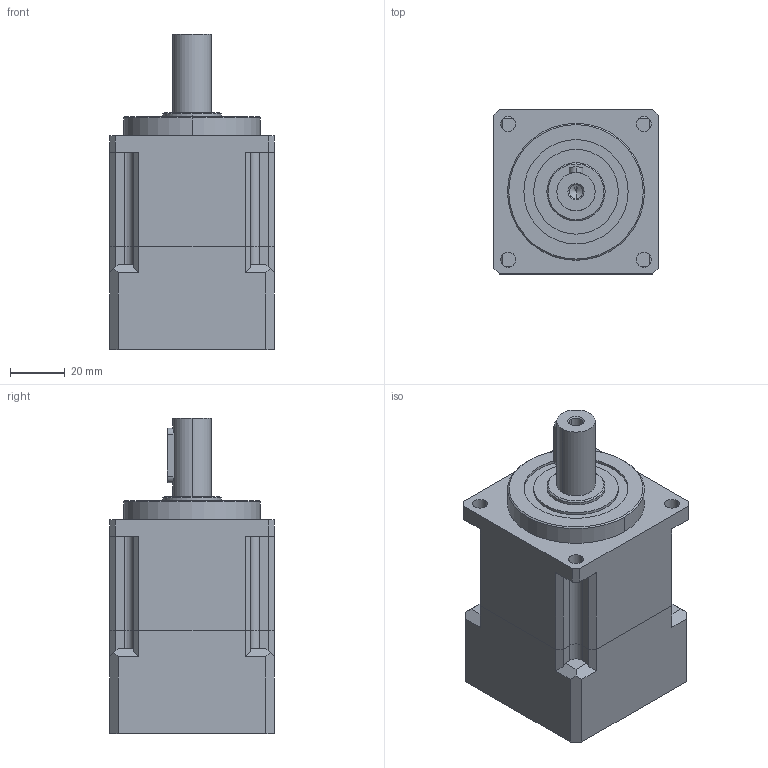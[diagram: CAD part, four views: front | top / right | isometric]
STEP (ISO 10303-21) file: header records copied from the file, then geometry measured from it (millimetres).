
FILE_DESCRIPTION (( 'STEP AP214' ), '1' );
FILE_NAME ('pt60珨撰厒掀.STEP', '2024-02-22T03:49:41', ( '' ), ( '' ), 'SwSTEP 2.0', 'SolidWorks 2021', '' );
FILE_SCHEMA (( 'AUTOMOTIVE_DESIGN' ));
Length unit declared in the file: millimetre
Products named in the file (1): pt60珨撰厒掀
Bounding box: 60 x 60 x 115 mm (x, y, z)
Volume: 246809.8 mm3; surface area: 44082.3 mm2
Topology: 2 solids, 3 shells, 163 faces, 421 edges, 277 vertices
Faces by surface type: plane 106, cylinder 49, cone 8
Entity records: 5307 total; most frequent: CARTESIAN_POINT 925, DIRECTION 845, ORIENTED_EDGE 838, EDGE_CURVE 419, VECTOR 315, LINE 315, VERTEX_POINT 277, AXIS2_PLACEMENT_3D 265
